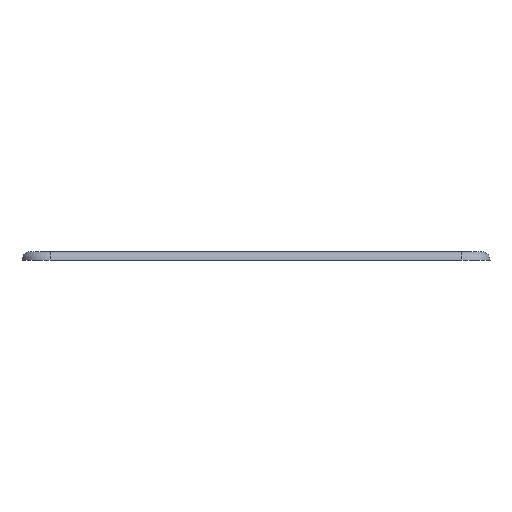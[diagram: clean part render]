
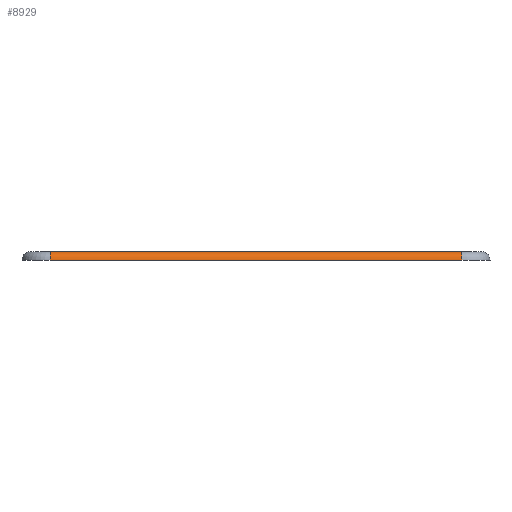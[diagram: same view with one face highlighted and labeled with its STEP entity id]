
A CAD part, left-side view. The second image highlights one B-rep face of the part: STEP entity #8929.
In plain terms, the highlighted cylindrical face has radius 1.5 mm (diameter 3 mm), a partial arc.
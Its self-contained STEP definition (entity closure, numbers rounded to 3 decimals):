
#25=CYLINDRICAL_SURFACE('',#9173,1.5);
#129=CIRCLE('',#9172,1.5);
#130=CIRCLE('',#9174,1.5);
#731=FACE_OUTER_BOUND('',#1240,.T.);
#1240=EDGE_LOOP('',(#7804,#7805,#7806,#7807));
#1796=LINE('',#17880,#2438);
#1864=LINE('',#18139,#2506);
#2438=VECTOR('',#9896,10.);
#2506=VECTOR('',#10128,10.);
#3954=VERTEX_POINT('',#17877);
#3955=VERTEX_POINT('',#17879);
#4063=VERTEX_POINT('',#18133);
#4064=VERTEX_POINT('',#18137);
#5219=EDGE_CURVE('',#3954,#3955,#1796,.T.);
#5345=EDGE_CURVE('',#4063,#3954,#129,.T.);
#5346=EDGE_CURVE('',#4064,#3955,#130,.T.);
#5347=EDGE_CURVE('',#4063,#4064,#1864,.T.);
#7804=ORIENTED_EDGE('',*,*,#5346,.T.);
#7805=ORIENTED_EDGE('',*,*,#5219,.F.);
#7806=ORIENTED_EDGE('',*,*,#5345,.F.);
#7807=ORIENTED_EDGE('',*,*,#5347,.T.);
#8929=ADVANCED_FACE('',(#731),#25,.T.);
#9172=AXIS2_PLACEMENT_3D('',#18135,#10122,#10123);
#9173=AXIS2_PLACEMENT_3D('',#18136,#10124,#10125);
#9174=AXIS2_PLACEMENT_3D('',#18138,#10126,#10127);
#9896=DIRECTION('',(0.,1.,0.));
#10122=DIRECTION('center_axis',(0.,-1.,0.));
#10123=DIRECTION('ref_axis',(0.,0.,1.));
#10124=DIRECTION('center_axis',(0.,-1.,0.));
#10125=DIRECTION('ref_axis',(-0.707,0.,0.707));
#10126=DIRECTION('center_axis',(0.,-1.,0.));
#10127=DIRECTION('ref_axis',(0.,0.,1.));
#10128=DIRECTION('',(0.,1.,0.));
#17877=CARTESIAN_POINT('',(-9.696,-66.044,0.));
#17879=CARTESIAN_POINT('',(-9.696,6.866,0.));
#17880=CARTESIAN_POINT('',(-9.696,-71.044,0.));
#18133=CARTESIAN_POINT('',(-8.196,-66.044,1.5));
#18135=CARTESIAN_POINT('Origin',(-8.196,-66.044,0.));
#18136=CARTESIAN_POINT('Origin',(-8.196,-8.861,0.));
#18137=CARTESIAN_POINT('',(-8.196,6.866,1.5));
#18138=CARTESIAN_POINT('Origin',(-8.196,6.866,0.));
#18139=CARTESIAN_POINT('',(-8.196,-8.861,1.5));
